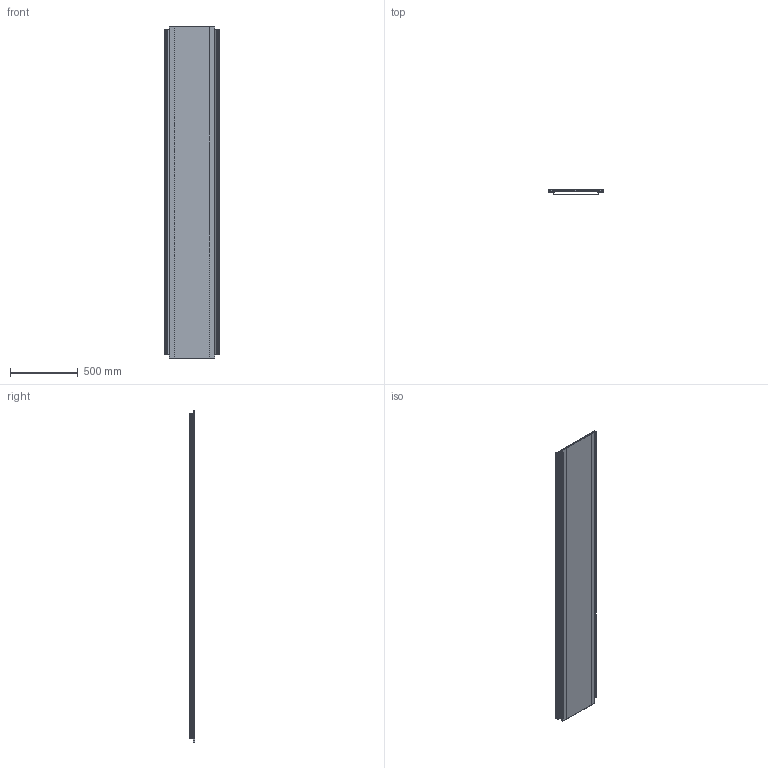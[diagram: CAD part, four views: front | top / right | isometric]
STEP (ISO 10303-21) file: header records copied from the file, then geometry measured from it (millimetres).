
FILE_DESCRIPTION (( 'STEP AP214' ), '1' );
FILE_NAME ('32902B.STEP', '2019-11-14T10:26:37', ( '' ), ( '' ), 'SwSTEP 2.0', 'SolidWorks 2018', '' );
FILE_SCHEMA (( 'AUTOMOTIVE_DESIGN' ));
Length unit declared in the file: millimetre
Products named in the file (10): 43931C_Standard; 43422F_Standard; P_30700584_4_Standard; 40737C_Standard; 43423F_verdr…kt; 32812b_Standard; 35104457_Standard; 40738A_39409468 40x240; P_43939AA_1_33076324 - 305mm; 32902B
Assembly tree (32 placements, depth 3):
  32902B
    40738A_39409468 40x240  x2
      43423F_verdr…kt
      P_43939AA_1_33076324 - 305mm
    32812b_Standard  x2
    40737C_Standard  x3
      43931C_Standard
      P_30700584_4_Standard
    43422F_Standard  x3
    35104457_Standard  x18
Bounding box: 402.9 x 38.5 x 2450 mm (x, y, z)
Volume: 6187630.7 mm3; surface area: 6659254.7 mm2
Topology: 33 solids, 33 shells, 1554 faces, 4272 edges, 2766 vertices
Faces by surface type: cylinder 628, plane 404, cone 234, bspline 216, torus 72
Entity records: 12144 total; most frequent: CARTESIAN_POINT 4213, ORIENTED_EDGE 1414, DIRECTION 1372, EDGE_CURVE 707, AXIS2_PLACEMENT_3D 474, VERTEX_POINT 459, VECTOR 424, LINE 424
